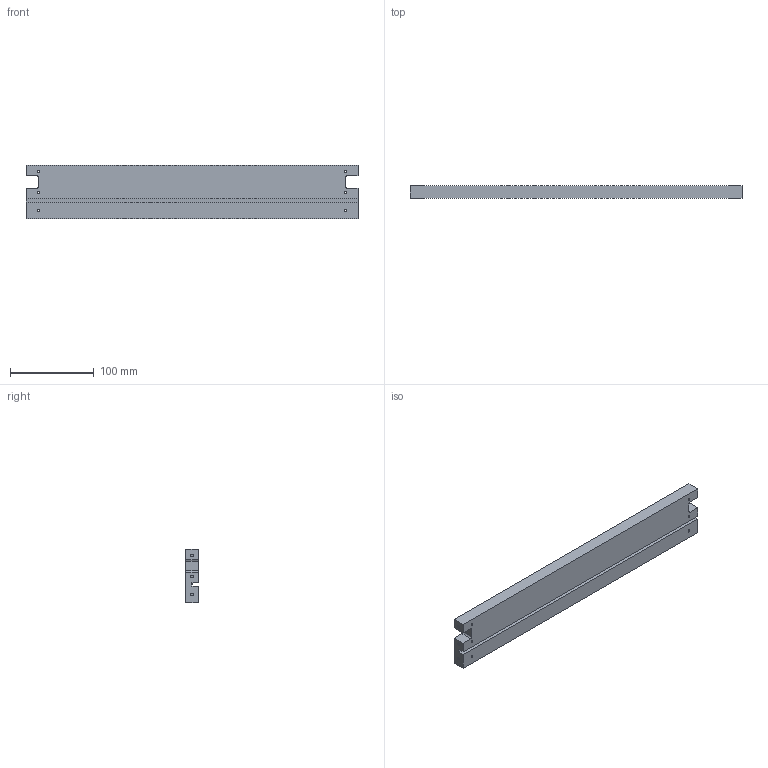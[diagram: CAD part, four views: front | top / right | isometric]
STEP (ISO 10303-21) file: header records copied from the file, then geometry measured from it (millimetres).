
FILE_DESCRIPTION(('FreeCAD Model'),'2;1');
FILE_NAME('Open CASCADE Shape Model','2021-10-09T17:27:07',('Author'),( ''),'Open CASCADE STEP processor 7.4','FreeCAD','Unknown');
FILE_SCHEMA(('AUTOMOTIVE_DESIGN { 1 0 10303 214 1 1 1 1 }'));
Length unit declared in the file: millimetre
Products named in the file (3): BackWall; LCS_0; BackWall001
Assembly tree (2 placements, depth 2):
  BackWall
    LCS_0
    BackWall001
Bounding box: 395.8 x 15 x 64 mm (x, y, z)
Volume: 360019.1 mm3; surface area: 71967.1 mm2
Topology: 1 solids, 1 shells, 52 faces, 150 edges, 94 vertices
Faces by surface type: cylinder 28, plane 24
Full cylindrical faces by diameter (mm): 3 x24
Entity records: 1830 total; most frequent: DIRECTION 334, ORIENTED_EDGE 300, CARTESIAN_POINT 299, EDGE_CURVE 150, AXIS2_PLACEMENT_3D 129, VERTEX_POINT 94, LINE 76, VECTOR 76
